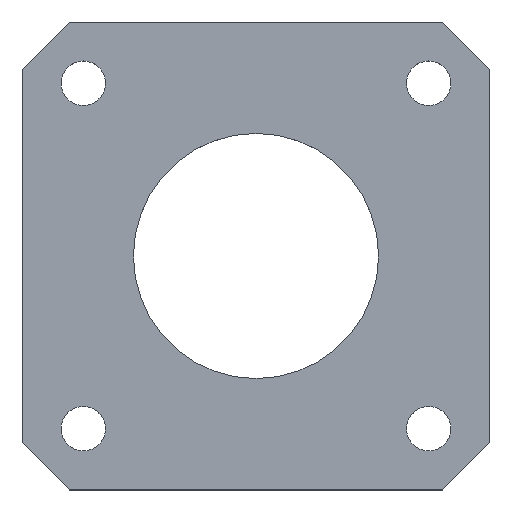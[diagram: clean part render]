
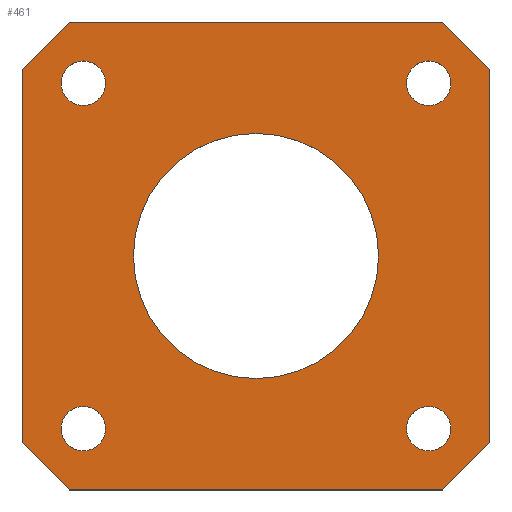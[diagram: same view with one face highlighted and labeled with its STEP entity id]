
A CAD part, top view. The second image highlights one B-rep face of the part: STEP entity #461.
In plain terms, the highlighted planar face has unit normal (0, 0, 1).
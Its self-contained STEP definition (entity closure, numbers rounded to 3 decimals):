
#24 = VERTEX_POINT('',#25);
#25 = CARTESIAN_POINT('',(-21.,16.757,2.));
#31 = EDGE_CURVE('',#24,#32,#34,.T.);
#32 = VERTEX_POINT('',#33);
#33 = CARTESIAN_POINT('',(-16.757,21.,2.));
#34 = LINE('',#35,#36);
#35 = CARTESIAN_POINT('',(-21.,16.757,2.));
#36 = VECTOR('',#37,1.);
#37 = DIRECTION('',(0.707,0.707,0.));
#62 = EDGE_CURVE('',#32,#63,#65,.T.);
#63 = VERTEX_POINT('',#64);
#64 = CARTESIAN_POINT('',(16.757,21.,2.));
#65 = LINE('',#66,#67);
#66 = CARTESIAN_POINT('',(-16.757,21.,2.));
#67 = VECTOR('',#68,1.);
#68 = DIRECTION('',(1.,0.,0.));
#93 = EDGE_CURVE('',#63,#94,#96,.T.);
#94 = VERTEX_POINT('',#95);
#95 = CARTESIAN_POINT('',(21.,16.757,2.));
#96 = LINE('',#97,#98);
#97 = CARTESIAN_POINT('',(16.757,21.,2.));
#98 = VECTOR('',#99,1.);
#99 = DIRECTION('',(0.707,-0.707,0.));
#124 = EDGE_CURVE('',#94,#125,#127,.T.);
#125 = VERTEX_POINT('',#126);
#126 = CARTESIAN_POINT('',(21.,-16.757,2.));
#127 = LINE('',#128,#129);
#128 = CARTESIAN_POINT('',(21.,16.757,2.));
#129 = VECTOR('',#130,1.);
#130 = DIRECTION('',(0.,-1.,0.));
#155 = EDGE_CURVE('',#125,#156,#158,.T.);
#156 = VERTEX_POINT('',#157);
#157 = CARTESIAN_POINT('',(16.757,-21.,2.));
#158 = LINE('',#159,#160);
#159 = CARTESIAN_POINT('',(21.,-16.757,2.));
#160 = VECTOR('',#161,1.);
#161 = DIRECTION('',(-0.707,-0.707,0.));
#186 = EDGE_CURVE('',#156,#187,#189,.T.);
#187 = VERTEX_POINT('',#188);
#188 = CARTESIAN_POINT('',(-16.757,-21.,2.));
#189 = LINE('',#190,#191);
#190 = CARTESIAN_POINT('',(16.757,-21.,2.));
#191 = VECTOR('',#192,1.);
#192 = DIRECTION('',(-1.,0.,0.));
#217 = EDGE_CURVE('',#187,#218,#220,.T.);
#218 = VERTEX_POINT('',#219);
#219 = CARTESIAN_POINT('',(-21.,-16.757,2.));
#220 = LINE('',#221,#222);
#221 = CARTESIAN_POINT('',(-16.757,-21.,2.));
#222 = VECTOR('',#223,1.);
#223 = DIRECTION('',(-0.707,0.707,0.));
#248 = EDGE_CURVE('',#218,#24,#249,.T.);
#249 = LINE('',#250,#251);
#250 = CARTESIAN_POINT('',(-21.,-16.757,2.));
#251 = VECTOR('',#252,1.);
#252 = DIRECTION('',(0.,1.,0.));
#279 = VERTEX_POINT('',#280);
#280 = CARTESIAN_POINT('',(11.,0.,2.));
#286 = EDGE_CURVE('',#279,#279,#287,.T.);
#287 = CIRCLE('',#288,11.);
#288 = AXIS2_PLACEMENT_3D('',#289,#290,#291);
#289 = CARTESIAN_POINT('',(0.,0.,2.));
#290 = DIRECTION('',(0.,0.,1.));
#291 = DIRECTION('',(1.,0.,-0.));
#312 = VERTEX_POINT('',#313);
#313 = CARTESIAN_POINT('',(17.5,-15.5,2.));
#319 = EDGE_CURVE('',#312,#312,#320,.T.);
#320 = CIRCLE('',#321,2.);
#321 = AXIS2_PLACEMENT_3D('',#322,#323,#324);
#322 = CARTESIAN_POINT('',(15.5,-15.5,2.));
#323 = DIRECTION('',(0.,0.,1.));
#324 = DIRECTION('',(1.,0.,-0.));
#345 = VERTEX_POINT('',#346);
#346 = CARTESIAN_POINT('',(-13.5,-15.5,2.));
#352 = EDGE_CURVE('',#345,#345,#353,.T.);
#353 = CIRCLE('',#354,2.);
#354 = AXIS2_PLACEMENT_3D('',#355,#356,#357);
#355 = CARTESIAN_POINT('',(-15.5,-15.5,2.));
#356 = DIRECTION('',(0.,0.,1.));
#357 = DIRECTION('',(1.,0.,-0.));
#378 = VERTEX_POINT('',#379);
#379 = CARTESIAN_POINT('',(17.5,15.5,2.));
#385 = EDGE_CURVE('',#378,#378,#386,.T.);
#386 = CIRCLE('',#387,2.);
#387 = AXIS2_PLACEMENT_3D('',#388,#389,#390);
#388 = CARTESIAN_POINT('',(15.5,15.5,2.));
#389 = DIRECTION('',(0.,0.,1.));
#390 = DIRECTION('',(1.,0.,-0.));
#411 = VERTEX_POINT('',#412);
#412 = CARTESIAN_POINT('',(-13.5,15.5,2.));
#418 = EDGE_CURVE('',#411,#411,#419,.T.);
#419 = CIRCLE('',#420,2.);
#420 = AXIS2_PLACEMENT_3D('',#421,#422,#423);
#421 = CARTESIAN_POINT('',(-15.5,15.5,2.));
#422 = DIRECTION('',(0.,0.,1.));
#423 = DIRECTION('',(1.,0.,-0.));
#461 = ADVANCED_FACE('',(#462,#472,#475,#478,#481,#484),#487,.T.);
#462 = FACE_BOUND('',#463,.F.);
#463 = EDGE_LOOP('',(#464,#465,#466,#467,#468,#469,#470,#471));
#464 = ORIENTED_EDGE('',*,*,#31,.T.);
#465 = ORIENTED_EDGE('',*,*,#62,.T.);
#466 = ORIENTED_EDGE('',*,*,#93,.T.);
#467 = ORIENTED_EDGE('',*,*,#124,.T.);
#468 = ORIENTED_EDGE('',*,*,#155,.T.);
#469 = ORIENTED_EDGE('',*,*,#186,.T.);
#470 = ORIENTED_EDGE('',*,*,#217,.T.);
#471 = ORIENTED_EDGE('',*,*,#248,.T.);
#472 = FACE_BOUND('',#473,.F.);
#473 = EDGE_LOOP('',(#474));
#474 = ORIENTED_EDGE('',*,*,#286,.T.);
#475 = FACE_BOUND('',#476,.F.);
#476 = EDGE_LOOP('',(#477));
#477 = ORIENTED_EDGE('',*,*,#319,.T.);
#478 = FACE_BOUND('',#479,.F.);
#479 = EDGE_LOOP('',(#480));
#480 = ORIENTED_EDGE('',*,*,#352,.T.);
#481 = FACE_BOUND('',#482,.F.);
#482 = EDGE_LOOP('',(#483));
#483 = ORIENTED_EDGE('',*,*,#385,.T.);
#484 = FACE_BOUND('',#485,.F.);
#485 = EDGE_LOOP('',(#486));
#486 = ORIENTED_EDGE('',*,*,#418,.T.);
#487 = PLANE('',#488);
#488 = AXIS2_PLACEMENT_3D('',#489,#490,#491);
#489 = CARTESIAN_POINT('',(0.,0.,2.));
#490 = DIRECTION('',(0.,0.,1.));
#491 = DIRECTION('',(1.,0.,-0.));
